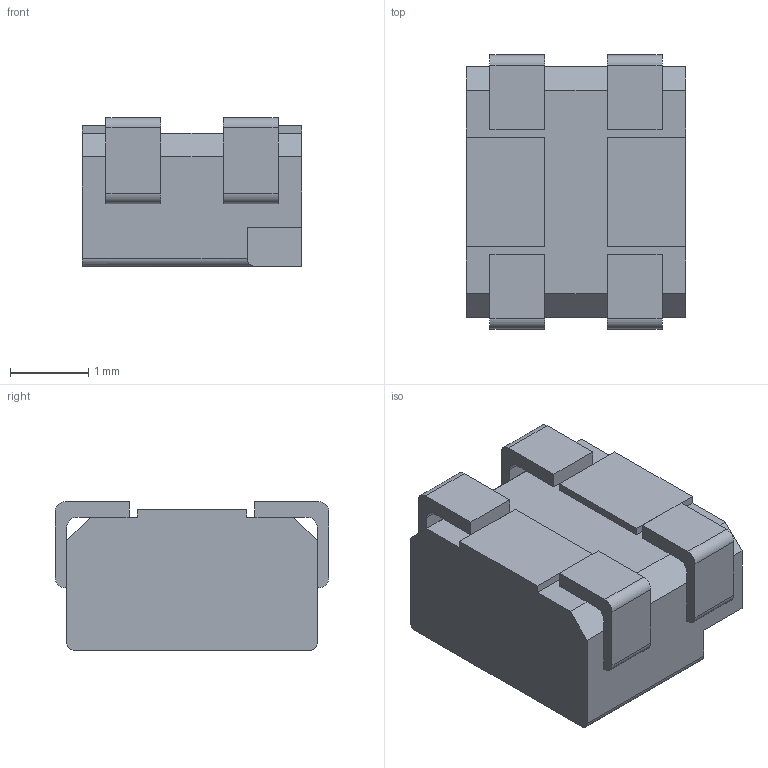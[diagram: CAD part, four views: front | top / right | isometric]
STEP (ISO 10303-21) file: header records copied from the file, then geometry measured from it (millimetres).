
FILE_DESCRIPTION (( 'STEP AP214' ), '1' );
FILE_NAME ('User Library-HSMx-A2_A3-xx-xxxxx SMD LED PLCC-4.STEP', '2020-01-06T18:16:09', ( '' ), ( '' ), 'SwSTEP 2.0', 'SolidWorks 2019', '' );
FILE_SCHEMA (( 'AUTOMOTIVE_DESIGN' ));
Length unit declared in the file: millimetre
Products named in the file (1): User Library-HSMx-A2_A3-xx-xxxxx SMD LED PLCC-4
Bounding box: 2.8 x 3.5 x 1.9 mm (x, y, z)
Volume: 13.7 mm3; surface area: 48.7 mm2
Topology: 1 solids, 1 shells, 79 faces, 228 edges, 146 vertices
Faces by surface type: plane 61, cylinder 16, cone 2
Entity records: 3470 total; most frequent: CARTESIAN_POINT 457, ORIENTED_EDGE 456, DIRECTION 420, EDGE_CURVE 228, VECTOR 194, LINE 194, VERTEX_POINT 146, AXIS2_PLACEMENT_3D 113
